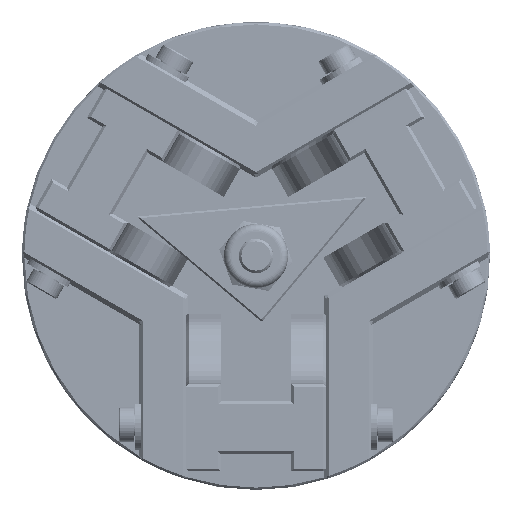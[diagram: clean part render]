
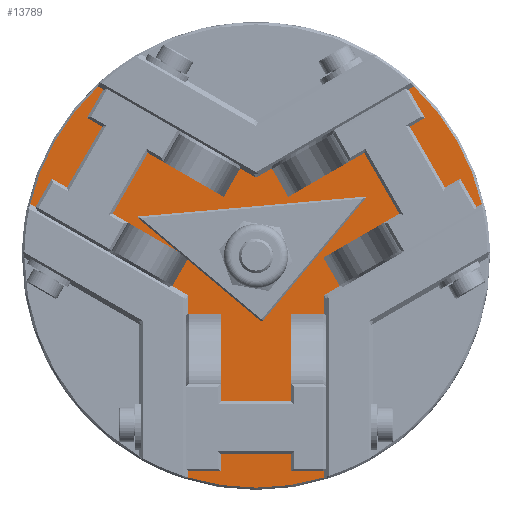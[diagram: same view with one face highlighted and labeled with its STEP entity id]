
A CAD part, front view. The second image highlights one B-rep face of the part: STEP entity #13789.
In plain terms, the highlighted planar face has unit normal (0, -1, 0).
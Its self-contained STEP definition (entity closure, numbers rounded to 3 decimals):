
#461=PLANE('',#14822);
#1117=FACE_OUTER_BOUND('',#1969,.T.);
#1969=EDGE_LOOP('',(#11277,#11278,#11279,#11280,#11281,#11282,#11283,#11284,
#11285));
#2410=CIRCLE('',#14764,19.8);
#2412=CIRCLE('',#14782,19.8);
#2414=CIRCLE('',#14793,19.8);
#3964=LINE('',#41889,#4821);
#3996=LINE('',#41980,#4853);
#4003=LINE('',#42005,#4860);
#4004=LINE('',#42009,#4861);
#4006=LINE('',#42015,#4863);
#4012=LINE('',#42035,#4869);
#4821=VECTOR('',#16877,10.);
#4853=VECTOR('',#16961,10.);
#4860=VECTOR('',#16980,10.);
#4861=VECTOR('',#16987,10.);
#4863=VECTOR('',#16997,10.);
#4869=VECTOR('',#17031,10.);
#6016=VERTEX_POINT('',#41828);
#6022=VERTEX_POINT('',#41866);
#6024=VERTEX_POINT('',#41881);
#6030=VERTEX_POINT('',#41929);
#6031=VERTEX_POINT('',#41937);
#6035=VERTEX_POINT('',#41968);
#6036=VERTEX_POINT('',#41974);
#6038=VERTEX_POINT('',#41989);
#6039=VERTEX_POINT('',#41997);
#7780=EDGE_CURVE('',#6016,#6024,#3964,.T.);
#7805=EDGE_CURVE('',#6024,#6031,#2410,.T.);
#7822=EDGE_CURVE('',#6031,#6036,#3996,.T.);
#7832=EDGE_CURVE('',#6036,#6039,#4003,.T.);
#7833=EDGE_CURVE('',#6039,#6038,#2412,.T.);
#7834=EDGE_CURVE('',#6038,#6035,#4004,.T.);
#7837=EDGE_CURVE('',#6035,#6030,#4006,.T.);
#7841=EDGE_CURVE('',#6030,#6022,#2414,.T.);
#7846=EDGE_CURVE('',#6022,#6016,#4012,.T.);
#11277=ORIENTED_EDGE('',*,*,#7780,.F.);
#11278=ORIENTED_EDGE('',*,*,#7846,.F.);
#11279=ORIENTED_EDGE('',*,*,#7841,.F.);
#11280=ORIENTED_EDGE('',*,*,#7837,.F.);
#11281=ORIENTED_EDGE('',*,*,#7834,.F.);
#11282=ORIENTED_EDGE('',*,*,#7833,.F.);
#11283=ORIENTED_EDGE('',*,*,#7832,.F.);
#11284=ORIENTED_EDGE('',*,*,#7822,.F.);
#11285=ORIENTED_EDGE('',*,*,#7805,.F.);
#13789=ADVANCED_FACE('',(#1117),#461,.T.);
#14764=AXIS2_PLACEMENT_3D('',#41945,#16926,#16927);
#14782=AXIS2_PLACEMENT_3D('',#42007,#16983,#16984);
#14793=AXIS2_PLACEMENT_3D('',#42024,#17011,#17012);
#14822=AXIS2_PLACEMENT_3D('',#42065,#17081,#17082);
#16877=DIRECTION('',(0.,0.,-1.));
#16926=DIRECTION('center_axis',(0.,1.,0.));
#16927=DIRECTION('ref_axis',(1.,0.,0.));
#16961=DIRECTION('',(0.,0.,1.));
#16980=DIRECTION('',(-0.866,0.,0.5));
#16983=DIRECTION('center_axis',(0.,1.,0.));
#16984=DIRECTION('ref_axis',(-1.,0.,0.));
#16987=DIRECTION('',(0.866,0.,-0.5));
#16997=DIRECTION('',(0.866,0.,0.5));
#17011=DIRECTION('center_axis',(0.,1.,0.));
#17012=DIRECTION('ref_axis',(1.,0.,0.));
#17031=DIRECTION('',(-0.866,0.,-0.5));
#17081=DIRECTION('center_axis',(0.,-1.,0.));
#17082=DIRECTION('ref_axis',(1.,0.,0.));
#41828=CARTESIAN_POINT('',(5.8,8.,-3.349));
#41866=CARTESIAN_POINT('',(19.295,8.,4.443));
#41881=CARTESIAN_POINT('',(5.8,8.,-18.931));
#41889=CARTESIAN_POINT('',(5.8,8.,-3.048));
#41929=CARTESIAN_POINT('',(13.495,8.,14.489));
#41937=CARTESIAN_POINT('',(-5.8,8.,-18.931));
#41945=CARTESIAN_POINT('Origin',(0.,8.,0.));
#41968=CARTESIAN_POINT('',(0.,8.,6.697));
#41974=CARTESIAN_POINT('',(-5.8,8.,-3.349));
#41980=CARTESIAN_POINT('',(-5.8,8.,-10.856));
#41989=CARTESIAN_POINT('',(-13.495,8.,14.489));
#41997=CARTESIAN_POINT('',(-19.295,8.,4.443));
#42005=CARTESIAN_POINT('',(-3.83,8.,-4.486));
#42007=CARTESIAN_POINT('Origin',(0.,8.,0.));
#42009=CARTESIAN_POINT('',(-4.791,8.,9.464));
#42015=CARTESIAN_POINT('',(-1.97,8.,5.56));
#42024=CARTESIAN_POINT('Origin',(0.,8.,0.));
#42035=CARTESIAN_POINT('',(10.591,8.,-0.582));
#42065=CARTESIAN_POINT('Origin',(0.,8.,-2.632));
